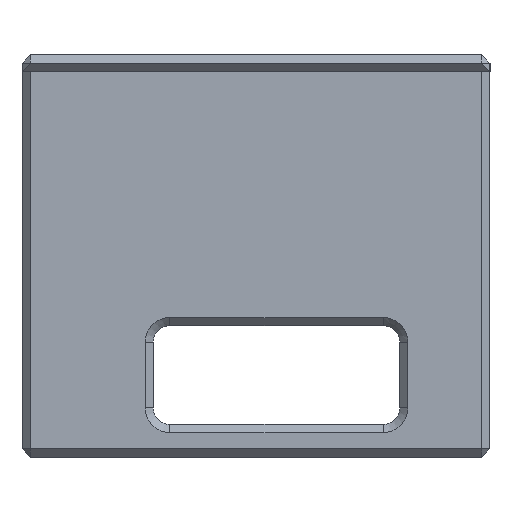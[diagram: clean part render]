
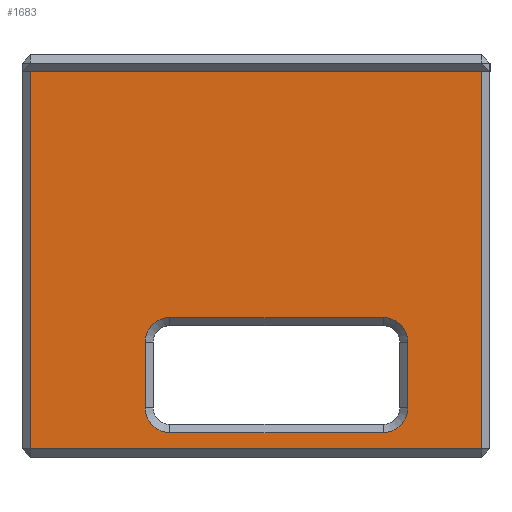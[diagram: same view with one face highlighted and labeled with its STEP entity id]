
A CAD part, front view. The second image highlights one B-rep face of the part: STEP entity #1683.
In plain terms, the highlighted planar face has unit normal (0, -1, 0).
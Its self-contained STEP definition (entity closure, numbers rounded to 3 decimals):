
#17=FACE_BOUND('',#209,.T.);
#50=CIRCLE('',#1788,3.);
#52=CIRCLE('',#1792,3.);
#54=CIRCLE('',#1796,3.);
#56=CIRCLE('',#1800,3.);
#108=FACE_OUTER_BOUND('',#208,.T.);
#208=EDGE_LOOP('',(#1158,#1159,#1160,#1161));
#209=EDGE_LOOP('',(#1162,#1163,#1164,#1165,#1166,#1167,#1168,#1169));
#315=LINE('',#2412,#519);
#320=LINE('',#2426,#524);
#324=LINE('',#2438,#528);
#328=LINE('',#2450,#532);
#337=LINE('',#2476,#541);
#338=LINE('',#2478,#542);
#339=LINE('',#2480,#543);
#340=LINE('',#2481,#544);
#519=VECTOR('',#1929,10.);
#524=VECTOR('',#1942,10.);
#528=VECTOR('',#1954,10.);
#532=VECTOR('',#1966,10.);
#541=VECTOR('',#1995,10.);
#542=VECTOR('',#1996,10.);
#543=VECTOR('',#1997,10.);
#544=VECTOR('',#1998,10.);
#723=VERTEX_POINT('',#2409);
#724=VERTEX_POINT('',#2411);
#727=VERTEX_POINT('',#2418);
#729=VERTEX_POINT('',#2424);
#731=VERTEX_POINT('',#2430);
#733=VERTEX_POINT('',#2436);
#735=VERTEX_POINT('',#2442);
#737=VERTEX_POINT('',#2448);
#743=VERTEX_POINT('',#2474);
#744=VERTEX_POINT('',#2475);
#745=VERTEX_POINT('',#2477);
#746=VERTEX_POINT('',#2479);
#869=EDGE_CURVE('',#723,#724,#315,.T.);
#873=EDGE_CURVE('',#727,#723,#50,.T.);
#876=EDGE_CURVE('',#729,#727,#320,.T.);
#879=EDGE_CURVE('',#731,#729,#52,.T.);
#882=EDGE_CURVE('',#733,#731,#324,.T.);
#885=EDGE_CURVE('',#735,#733,#54,.T.);
#888=EDGE_CURVE('',#737,#735,#328,.T.);
#890=EDGE_CURVE('',#724,#737,#56,.T.);
#901=EDGE_CURVE('',#743,#744,#337,.T.);
#902=EDGE_CURVE('',#743,#745,#338,.T.);
#903=EDGE_CURVE('',#746,#745,#339,.T.);
#904=EDGE_CURVE('',#744,#746,#340,.T.);
#1158=ORIENTED_EDGE('',*,*,#901,.F.);
#1159=ORIENTED_EDGE('',*,*,#902,.T.);
#1160=ORIENTED_EDGE('',*,*,#903,.F.);
#1161=ORIENTED_EDGE('',*,*,#904,.F.);
#1162=ORIENTED_EDGE('',*,*,#869,.F.);
#1163=ORIENTED_EDGE('',*,*,#873,.F.);
#1164=ORIENTED_EDGE('',*,*,#876,.F.);
#1165=ORIENTED_EDGE('',*,*,#879,.F.);
#1166=ORIENTED_EDGE('',*,*,#882,.F.);
#1167=ORIENTED_EDGE('',*,*,#885,.F.);
#1168=ORIENTED_EDGE('',*,*,#888,.F.);
#1169=ORIENTED_EDGE('',*,*,#890,.F.);
#1600=PLANE('',#1808);
#1683=ADVANCED_FACE('',(#108,#17),#1600,.T.);
#1788=AXIS2_PLACEMENT_3D('',#2420,#1935,#1936);
#1792=AXIS2_PLACEMENT_3D('',#2432,#1947,#1948);
#1796=AXIS2_PLACEMENT_3D('',#2444,#1959,#1960);
#1800=AXIS2_PLACEMENT_3D('',#2453,#1970,#1971);
#1808=AXIS2_PLACEMENT_3D('',#2473,#1993,#1994);
#1929=DIRECTION('',(-1.,0.,0.));
#1935=DIRECTION('center_axis',(0.,-1.,0.));
#1936=DIRECTION('ref_axis',(0.,0.,1.));
#1942=DIRECTION('',(0.,0.,1.));
#1947=DIRECTION('center_axis',(0.,-1.,0.));
#1948=DIRECTION('ref_axis',(1.,0.,0.));
#1954=DIRECTION('',(1.,0.,0.));
#1959=DIRECTION('center_axis',(0.,-1.,0.));
#1960=DIRECTION('ref_axis',(0.,0.,-1.));
#1966=DIRECTION('',(0.,0.,-1.));
#1970=DIRECTION('center_axis',(0.,-1.,0.));
#1971=DIRECTION('ref_axis',(-1.,0.,0.));
#1993=DIRECTION('center_axis',(0.,-1.,0.));
#1994=DIRECTION('ref_axis',(1.,0.,0.));
#1995=DIRECTION('',(0.,0.,-1.));
#1996=DIRECTION('',(-1.,0.,0.));
#1997=DIRECTION('',(0.,0.,1.));
#1998=DIRECTION('',(-1.,0.,0.));
#2409=CARTESIAN_POINT('',(16.5,-42.,17.));
#2411=CARTESIAN_POINT('',(-9.5,-42.,17.));
#2412=CARTESIAN_POINT('',(-5.5,-42.,17.));
#2418=CARTESIAN_POINT('',(19.5,-42.,14.));
#2420=CARTESIAN_POINT('Origin',(16.5,-42.,14.));
#2424=CARTESIAN_POINT('',(19.5,-42.,6.));
#2426=CARTESIAN_POINT('',(19.5,-42.,3.));
#2430=CARTESIAN_POINT('',(16.5,-42.,3.));
#2432=CARTESIAN_POINT('Origin',(16.5,-42.,6.));
#2436=CARTESIAN_POINT('',(-9.5,-42.,3.));
#2438=CARTESIAN_POINT('',(-18.5,-42.,3.));
#2442=CARTESIAN_POINT('',(-12.5,-42.,6.));
#2444=CARTESIAN_POINT('Origin',(-9.5,-42.,6.));
#2448=CARTESIAN_POINT('',(-12.5,-42.,14.));
#2450=CARTESIAN_POINT('',(-12.5,-42.,7.));
#2453=CARTESIAN_POINT('Origin',(-9.5,-42.,14.));
#2473=CARTESIAN_POINT('Origin',(-27.5,-42.,0.));
#2474=CARTESIAN_POINT('',(28.5,-42.,47.));
#2475=CARTESIAN_POINT('',(28.5,-42.,1.));
#2476=CARTESIAN_POINT('',(28.5,-42.,0.));
#2477=CARTESIAN_POINT('',(-26.5,-42.,47.));
#2478=CARTESIAN_POINT('',(-13.25,-42.,47.));
#2479=CARTESIAN_POINT('',(-26.5,-42.,1.));
#2480=CARTESIAN_POINT('',(-26.5,-42.,0.));
#2481=CARTESIAN_POINT('',(-13.75,-42.,1.));
